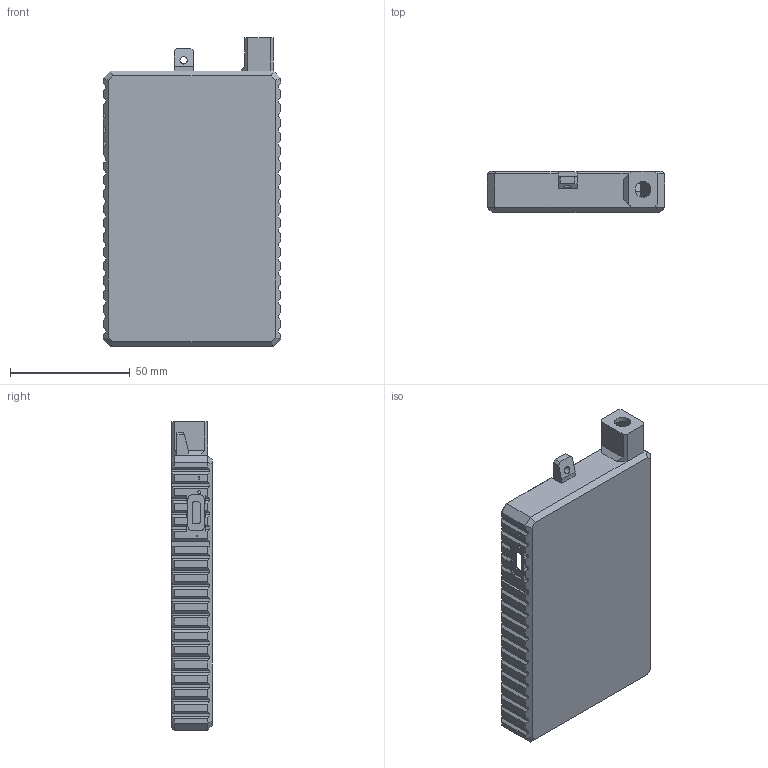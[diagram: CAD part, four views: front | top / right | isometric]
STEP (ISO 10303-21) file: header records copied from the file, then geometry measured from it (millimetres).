
FILE_DESCRIPTION(/* description */ (''),/* implementation_level */ '2;1');
FILE_NAME(/* name */ 'rak-battery.stp',/* time_stamp */ '2025-07-30T22:23:31+10:00',/* author */ ('vboxuser'),/* organization */ (''),/* preprocessor_version */ 'ST-DEVELOPER v20',/* originating_system */ 'Autodesk Inventor 2025',/* authorisation */ '');
FILE_SCHEMA (('AUTOMOTIVE_DESIGN { 1 0 10303 214 3 1 1 }'));
Length unit declared in the file: millimetre
Products named in the file (1): rak-battery
Bounding box: 74 x 17 x 129 mm (x, y, z)
Volume: 50679.9 mm3; surface area: 29471.1 mm2
Topology: 1 solids, 1 shells, 367 faces, 973 edges, 612 vertices
Faces by surface type: plane 335, cylinder 24, cone 8
Full cylindrical faces by diameter (mm): 0.5 x1, 1.2 x1, 2.3 x4, 3.05 x1, 6.6 x1
Entity records: 11089 total; most frequent: CARTESIAN_POINT 1949, ORIENTED_EDGE 1938, DIRECTION 1760, EDGE_CURVE 969, LINE 914, VECTOR 914, VERTEX_POINT 612, AXIS2_PLACEMENT_3D 423
